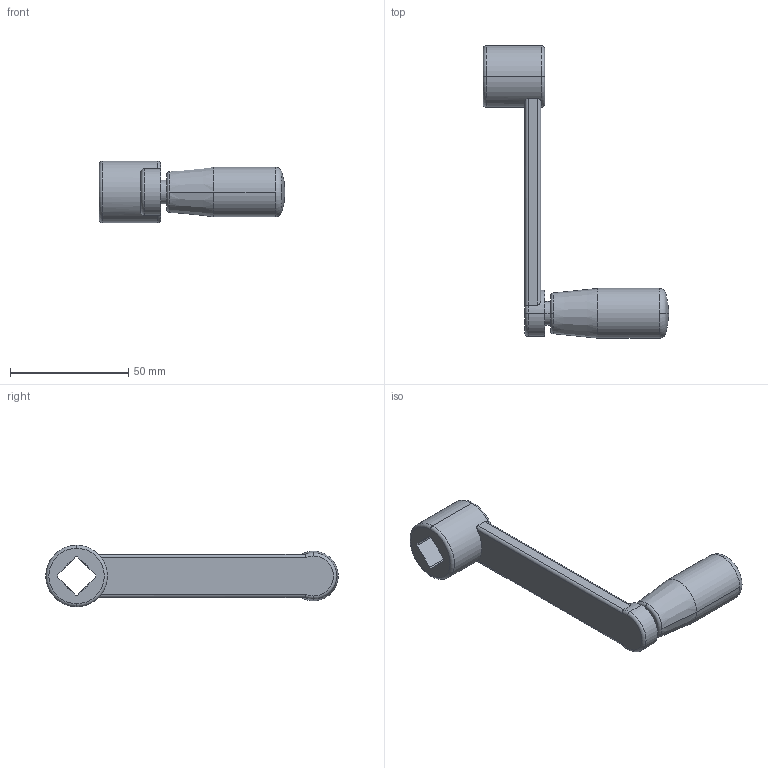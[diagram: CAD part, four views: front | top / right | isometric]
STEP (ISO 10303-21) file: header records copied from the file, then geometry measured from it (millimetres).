
FILE_DESCRIPTION(('STEP AP214'),'1');
FILE_NAME(' ',' ',('TraceParts'),('TraceParts S.A.'),'XStep 1.0',' ',' ');
FILE_SCHEMA(('automotive_design'));
Length unit declared in the file: millimetre
Products named in the file (3): 1; 2; 3
Bounding box: 78.5 x 123.5 x 26 mm (x, y, z)
Volume: 37904.6 mm3; surface area: 12494 mm2
Topology: 3 solids, 3 shells, 53 faces, 140 edges, 94 vertices
Faces by surface type: plane 18, cylinder 12, torus 11, cone 10, sphere 2
Entity records: 3439 total; most frequent: CARTESIAN_POINT 477, DIRECTION 290, STYLED_ITEM 287, PRESENTATION_STYLE_ASSIGNMENT 287, COLOUR_RGB 287, ORIENTED_EDGE 280, EDGE_CURVE 140, CURVE_STYLE 140
